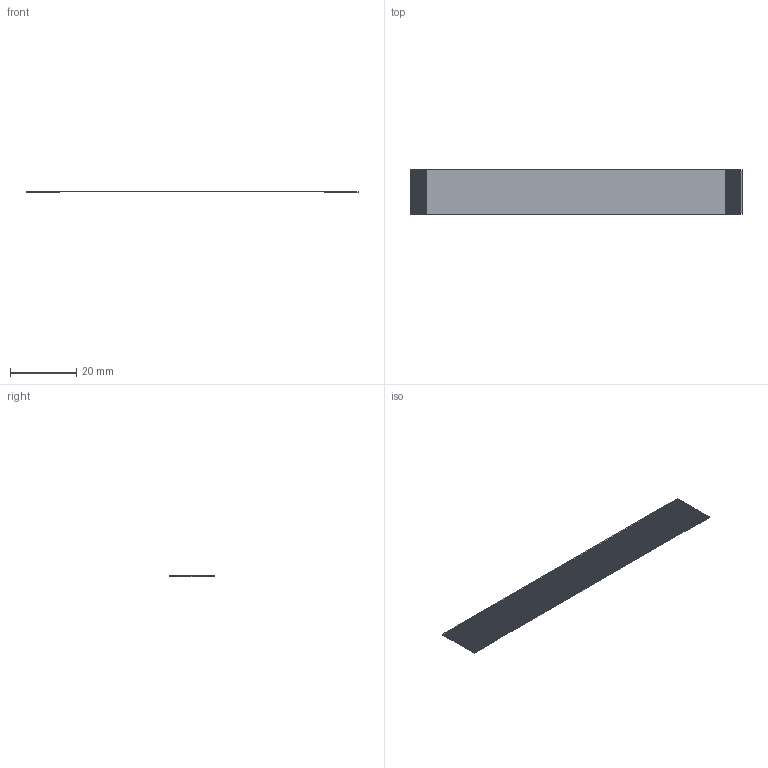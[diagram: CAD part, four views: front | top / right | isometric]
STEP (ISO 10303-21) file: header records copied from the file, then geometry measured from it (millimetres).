
FILE_DESCRIPTION(/* description */ ('Unknown'),/* implementation_level */ '2;1');
FILE_NAME(/* name */ '687626100002',/* time_stamp */ '2020-02-17T13:27:37+01:00',/* author */ ('Unknown'),/* organization */ ('Unknown'),/* preprocessor_version */ 'ST-DEVELOPER v16.7',/* originating_system */ 'DEX',/* authorisation */ $);
FILE_SCHEMA (('AUTOMOTIVE_DESIGN {1 0 10303 214 3 1 1}'));
Length unit declared in the file: millimetre
Products named in the file (2): 6876xx100002; 687626100002
Assembly tree (1 placements, depth 2):
  6876xx100002
    687626100002
Bounding box: 100 x 13.5 x 0.36 mm (x, y, z)
Volume: 202.2 mm3; surface area: 4414.8 mm2
Topology: 1 solids, 1 shells, 176 faces, 566 edges, 340 vertices
Faces by surface type: plane 176
Entity records: 7359 total; most frequent: ORIENTED_EDGE 1132, CARTESIAN_POINT 1084, DIRECTION 922, EDGE_CURVE 566, LINE 566, VECTOR 566, VERTEX_POINT 340, AXIS2_PLACEMENT_3D 178
